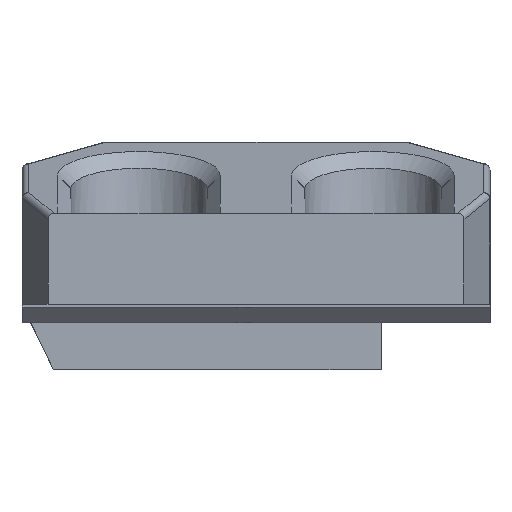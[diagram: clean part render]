
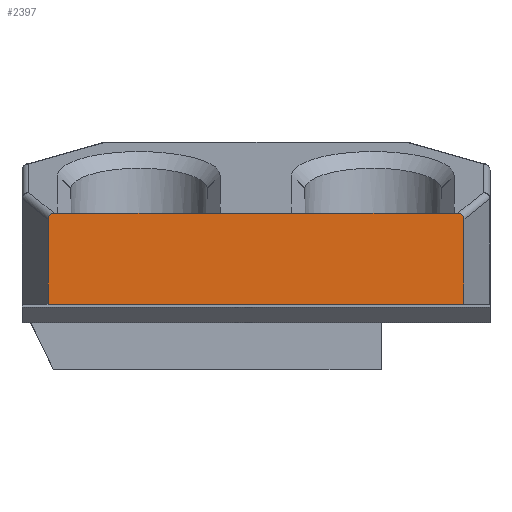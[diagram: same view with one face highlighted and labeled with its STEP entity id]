
A CAD part, top view. The second image highlights one B-rep face of the part: STEP entity #2397.
In plain terms, the highlighted planar face has unit normal (0, 0, 1).
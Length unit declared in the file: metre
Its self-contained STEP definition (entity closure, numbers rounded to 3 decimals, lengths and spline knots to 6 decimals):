
#89=ELLIPSE('',#2568,0.000552,0.0005);
#90=ELLIPSE('',#2569,0.000552,0.0005);
#157=ORIENTED_EDGE('',*,*,#842,.F.);
#158=ORIENTED_EDGE('',*,*,#843,.F.);
#159=ORIENTED_EDGE('',*,*,#844,.F.);
#160=ORIENTED_EDGE('',*,*,#845,.F.);
#161=ORIENTED_EDGE('',*,*,#846,.F.);
#162=ORIENTED_EDGE('',*,*,#847,.F.);
#163=ORIENTED_EDGE('',*,*,#848,.F.);
#164=ORIENTED_EDGE('',*,*,#849,.T.);
#165=ORIENTED_EDGE('',*,*,#813,.T.);
#166=ORIENTED_EDGE('',*,*,#850,.T.);
#813=EDGE_CURVE('',#1158,#1157,#1382,.T.);
#842=EDGE_CURVE('',#1181,#1182,#89,.T.);
#843=EDGE_CURVE('',#1183,#1181,#1408,.T.);
#844=EDGE_CURVE('',#1184,#1183,#1409,.T.);
#845=EDGE_CURVE('',#1185,#1184,#1410,.T.);
#846=EDGE_CURVE('',#1186,#1185,#1411,.T.);
#847=EDGE_CURVE('',#1187,#1186,#1412,.T.);
#848=EDGE_CURVE('',#1188,#1187,#90,.T.);
#849=EDGE_CURVE('',#1188,#1158,#1413,.T.);
#850=EDGE_CURVE('',#1157,#1182,#1414,.T.);
#1157=VERTEX_POINT('',#3454);
#1158=VERTEX_POINT('',#3456);
#1181=VERTEX_POINT('',#3514);
#1182=VERTEX_POINT('',#3515);
#1183=VERTEX_POINT('',#3517);
#1184=VERTEX_POINT('',#3519);
#1185=VERTEX_POINT('',#3521);
#1186=VERTEX_POINT('',#3523);
#1187=VERTEX_POINT('',#3525);
#1188=VERTEX_POINT('',#3527);
#1382=LINE('',#3455,#1675);
#1408=LINE('',#3516,#1701);
#1409=LINE('',#3518,#1702);
#1410=LINE('',#3520,#1703);
#1411=LINE('',#3522,#1704);
#1412=LINE('',#3524,#1705);
#1413=LINE('',#3528,#1706);
#1414=LINE('',#3529,#1707);
#1675=VECTOR('',#2772,1.);
#1701=VECTOR('',#2818,1.);
#1702=VECTOR('',#2819,1.);
#1703=VECTOR('',#2820,1.);
#1704=VECTOR('',#2821,1.);
#1705=VECTOR('',#2822,1.);
#1706=VECTOR('',#2825,1.);
#1707=VECTOR('',#2826,1.);
#1964=EDGE_LOOP('',(#157,#158,#159,#160,#161,#162,#163,#164,#165,#166));
#2125=FACE_BOUND('',#1964,.T.);
#2283=PLANE('',#2567);
#2397=ADVANCED_FACE('',(#2125),#2283,.T.);
#2567=AXIS2_PLACEMENT_3D('',#3512,#2814,#2815);
#2568=AXIS2_PLACEMENT_3D('',#3513,#2816,#2817);
#2569=AXIS2_PLACEMENT_3D('',#3526,#2823,#2824);
#2772=DIRECTION('',(1.,0.,0.));
#2814=DIRECTION('',(0.,0.,1.));
#2815=DIRECTION('',(-1.,0.,0.));
#2816=DIRECTION('',(0.,0.,-1.));
#2817=DIRECTION('',(0.778,0.629,0.));
#2818=DIRECTION('',(1.,0.,0.));
#2819=DIRECTION('',(1.,0.,0.));
#2820=DIRECTION('',(1.,0.,0.));
#2821=DIRECTION('',(1.,0.,0.));
#2822=DIRECTION('',(1.,0.,0.));
#2823=DIRECTION('',(0.,0.,-1.));
#2824=DIRECTION('',(-0.778,0.629,0.));
#2825=DIRECTION('',(0.,-1.,0.));
#2826=DIRECTION('',(0.,1.,0.));
#3454=CARTESIAN_POINT('',(0.154898,0.028,0.4694));
#3455=CARTESIAN_POINT('',(0.1209,0.028,0.4694));
#3456=CARTESIAN_POINT('',(0.122902,0.028,0.4694));
#3512=CARTESIAN_POINT('',(0.1389,0.034,0.4694));
#3513=CARTESIAN_POINT('',(0.154366,0.034479,0.4694));
#3514=CARTESIAN_POINT('',(0.154417,0.035,0.4694));
#3515=CARTESIAN_POINT('',(0.154898,0.034529,0.4694));
#3516=CARTESIAN_POINT('',(0.136736,0.035,0.4694));
#3517=CARTESIAN_POINT('',(0.15415,0.035,0.4694));
#3518=CARTESIAN_POINT('',(0.136736,0.035,0.4694));
#3519=CARTESIAN_POINT('',(0.14165,0.035,0.4694));
#3520=CARTESIAN_POINT('',(0.136736,0.035,0.4694));
#3521=CARTESIAN_POINT('',(0.13615,0.035,0.4694));
#3522=CARTESIAN_POINT('',(0.134572,0.035,0.4694));
#3523=CARTESIAN_POINT('',(0.12365,0.035,0.4694));
#3524=CARTESIAN_POINT('',(0.134572,0.035,0.4694));
#3525=CARTESIAN_POINT('',(0.123383,0.035,0.4694));
#3526=CARTESIAN_POINT('',(0.123434,0.034479,0.4694));
#3527=CARTESIAN_POINT('',(0.122902,0.034529,0.4694));
#3528=CARTESIAN_POINT('',(0.122902,0.0303,0.4694));
#3529=CARTESIAN_POINT('',(0.154898,0.0303,0.4694));
